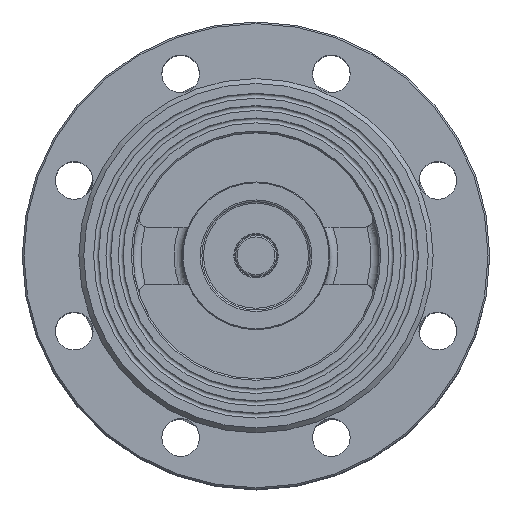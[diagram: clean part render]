
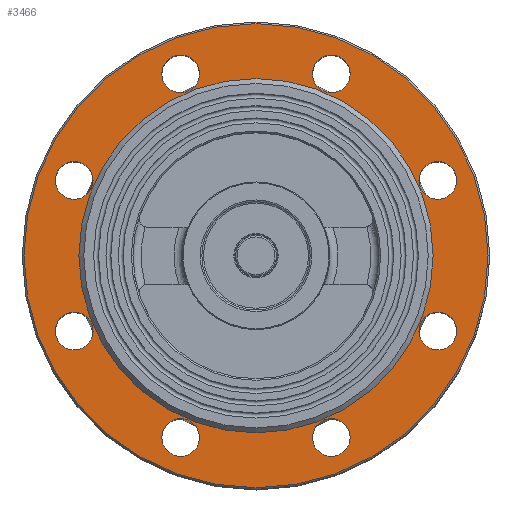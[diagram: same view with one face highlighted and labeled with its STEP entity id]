
A CAD part, top view. The second image highlights one B-rep face of the part: STEP entity #3466.
In plain terms, the highlighted planar face has unit normal (0, 0, 1).
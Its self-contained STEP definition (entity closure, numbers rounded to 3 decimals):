
#175=FACE_BOUND('',#1058,.T.);
#176=FACE_BOUND('',#1059,.T.);
#177=FACE_BOUND('',#1060,.T.);
#178=FACE_BOUND('',#1061,.T.);
#179=FACE_BOUND('',#1062,.T.);
#180=FACE_BOUND('',#1063,.T.);
#181=FACE_BOUND('',#1064,.T.);
#182=FACE_BOUND('',#1065,.T.);
#183=FACE_BOUND('',#1066,.T.);
#816=FACE_OUTER_BOUND('',#1057,.T.);
#1057=EDGE_LOOP('',(#2978));
#1058=EDGE_LOOP('',(#2979));
#1059=EDGE_LOOP('',(#2980));
#1060=EDGE_LOOP('',(#2981));
#1061=EDGE_LOOP('',(#2982));
#1062=EDGE_LOOP('',(#2983));
#1063=EDGE_LOOP('',(#2984));
#1064=EDGE_LOOP('',(#2985));
#1065=EDGE_LOOP('',(#2986));
#1066=EDGE_LOOP('',(#2987));
#1259=CIRCLE('',#3824,11.5);
#1260=CIRCLE('',#3826,11.5);
#1261=CIRCLE('',#3828,11.5);
#1262=CIRCLE('',#3830,11.5);
#1263=CIRCLE('',#3832,11.5);
#1264=CIRCLE('',#3834,11.5);
#1265=CIRCLE('',#3836,11.5);
#1266=CIRCLE('',#3838,11.5);
#1281=CIRCLE('',#3864,141.5);
#1282=CIRCLE('',#3866,108.);
#1576=VERTEX_POINT('',#6564);
#1577=VERTEX_POINT('',#6568);
#1578=VERTEX_POINT('',#6572);
#1579=VERTEX_POINT('',#6576);
#1580=VERTEX_POINT('',#6580);
#1581=VERTEX_POINT('',#6584);
#1582=VERTEX_POINT('',#6588);
#1583=VERTEX_POINT('',#6592);
#1598=VERTEX_POINT('',#6641);
#1599=VERTEX_POINT('',#6645);
#2025=EDGE_CURVE('',#1576,#1576,#1259,.T.);
#2027=EDGE_CURVE('',#1577,#1577,#1260,.T.);
#2029=EDGE_CURVE('',#1578,#1578,#1261,.T.);
#2031=EDGE_CURVE('',#1579,#1579,#1262,.T.);
#2033=EDGE_CURVE('',#1580,#1580,#1263,.T.);
#2035=EDGE_CURVE('',#1581,#1581,#1264,.T.);
#2037=EDGE_CURVE('',#1582,#1582,#1265,.T.);
#2039=EDGE_CURVE('',#1583,#1583,#1266,.T.);
#2062=EDGE_CURVE('',#1598,#1598,#1281,.T.);
#2064=EDGE_CURVE('',#1599,#1599,#1282,.T.);
#2978=ORIENTED_EDGE('',*,*,#2062,.F.);
#2979=ORIENTED_EDGE('',*,*,#2025,.T.);
#2980=ORIENTED_EDGE('',*,*,#2027,.T.);
#2981=ORIENTED_EDGE('',*,*,#2029,.T.);
#2982=ORIENTED_EDGE('',*,*,#2031,.T.);
#2983=ORIENTED_EDGE('',*,*,#2033,.T.);
#2984=ORIENTED_EDGE('',*,*,#2035,.T.);
#2985=ORIENTED_EDGE('',*,*,#2037,.T.);
#2986=ORIENTED_EDGE('',*,*,#2039,.T.);
#2987=ORIENTED_EDGE('',*,*,#2064,.F.);
#3094=PLANE('',#3865);
#3466=ADVANCED_FACE('',(#816,#175,#176,#177,#178,#179,#180,#181,#182,#183),
#3094,.T.);
#3824=AXIS2_PLACEMENT_3D('',#6565,#4705,#4706);
#3826=AXIS2_PLACEMENT_3D('',#6569,#4710,#4711);
#3828=AXIS2_PLACEMENT_3D('',#6573,#4715,#4716);
#3830=AXIS2_PLACEMENT_3D('',#6577,#4720,#4721);
#3832=AXIS2_PLACEMENT_3D('',#6581,#4725,#4726);
#3834=AXIS2_PLACEMENT_3D('',#6585,#4730,#4731);
#3836=AXIS2_PLACEMENT_3D('',#6589,#4735,#4736);
#3838=AXIS2_PLACEMENT_3D('',#6593,#4740,#4741);
#3864=AXIS2_PLACEMENT_3D('',#6642,#4800,#4801);
#3865=AXIS2_PLACEMENT_3D('',#6644,#4803,#4804);
#3866=AXIS2_PLACEMENT_3D('',#6646,#4805,#4806);
#4705=DIRECTION('center_axis',(0.,0.,-1.));
#4706=DIRECTION('ref_axis',(1.,0.,0.));
#4710=DIRECTION('center_axis',(0.,0.,-1.));
#4711=DIRECTION('ref_axis',(1.,0.,0.));
#4715=DIRECTION('center_axis',(0.,0.,-1.));
#4716=DIRECTION('ref_axis',(1.,0.,0.));
#4720=DIRECTION('center_axis',(0.,0.,-1.));
#4721=DIRECTION('ref_axis',(1.,0.,0.));
#4725=DIRECTION('center_axis',(0.,0.,-1.));
#4726=DIRECTION('ref_axis',(1.,0.,0.));
#4730=DIRECTION('center_axis',(0.,0.,-1.));
#4731=DIRECTION('ref_axis',(1.,0.,0.));
#4735=DIRECTION('center_axis',(0.,0.,-1.));
#4736=DIRECTION('ref_axis',(1.,0.,0.));
#4740=DIRECTION('center_axis',(0.,0.,-1.));
#4741=DIRECTION('ref_axis',(1.,0.,0.));
#4800=DIRECTION('center_axis',(0.,0.,-1.));
#4801=DIRECTION('ref_axis',(0.,-1.,0.));
#4803=DIRECTION('center_axis',(0.,0.,1.));
#4804=DIRECTION('ref_axis',(1.,0.,0.));
#4805=DIRECTION('center_axis',(0.,0.,1.));
#4806=DIRECTION('ref_axis',(0.,-1.,0.));
#6564=CARTESIAN_POINT('',(-57.422,-110.866,-3.));
#6565=CARTESIAN_POINT('Origin',(-45.922,-110.866,-3.));
#6568=CARTESIAN_POINT('',(99.366,-45.922,-3.));
#6569=CARTESIAN_POINT('Origin',(110.866,-45.922,-3.));
#6572=CARTESIAN_POINT('',(34.422,110.866,-3.));
#6573=CARTESIAN_POINT('Origin',(45.922,110.866,-3.));
#6576=CARTESIAN_POINT('',(-57.422,110.866,-3.));
#6577=CARTESIAN_POINT('Origin',(-45.922,110.866,-3.));
#6580=CARTESIAN_POINT('',(-122.366,-45.922,-3.));
#6581=CARTESIAN_POINT('Origin',(-110.866,-45.922,-3.));
#6584=CARTESIAN_POINT('',(34.422,-110.866,-3.));
#6585=CARTESIAN_POINT('Origin',(45.922,-110.866,-3.));
#6588=CARTESIAN_POINT('',(99.366,45.922,-3.));
#6589=CARTESIAN_POINT('Origin',(110.866,45.922,-3.));
#6592=CARTESIAN_POINT('',(-122.366,45.922,-3.));
#6593=CARTESIAN_POINT('Origin',(-110.866,45.922,-3.));
#6641=CARTESIAN_POINT('',(0.,141.5,-3.));
#6642=CARTESIAN_POINT('Origin',(0.,0.,-3.));
#6644=CARTESIAN_POINT('Origin',(0.,105.,-3.));
#6645=CARTESIAN_POINT('',(0.,108.,-3.));
#6646=CARTESIAN_POINT('Origin',(0.,0.,-3.));
